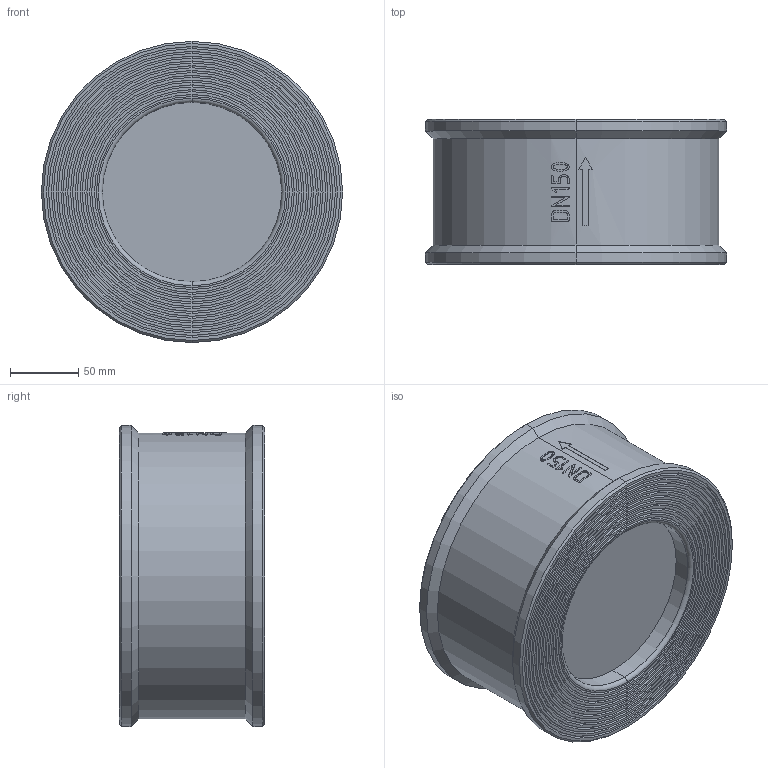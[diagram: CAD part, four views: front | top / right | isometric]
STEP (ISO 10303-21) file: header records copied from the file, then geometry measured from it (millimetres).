
FILE_DESCRIPTION (( 'STEP AP214' ), '1' );
FILE_NAME ('931 DN150.STEP', '2023-10-10T13:18:55', ( 'admin' ), ( 'Hewlett-Packard Company' ), 'SwSTEP 2.0', 'SolidWorks 2015', '' );
FILE_SCHEMA (( 'AUTOMOTIVE_DESIGN' ));
Length unit declared in the file: millimetre
Products named in the file (1): 931 DN150
Bounding box: 220 x 106 x 220 mm (x, y, z)
Volume: 3312612.6 mm3; surface area: 173477.5 mm2
Topology: 1 solids, 1 shells, 181 faces, 433 edges, 284 vertices
Faces by surface type: plane 59, bspline 53, torus 38, cylinder 23, cone 8
Entity records: 15353 total; most frequent: CARTESIAN_POINT 11420, ORIENTED_EDGE 866, DIRECTION 691, EDGE_CURVE 433, AXIS2_PLACEMENT_3D 309, VERTEX_POINT 284, EDGE_LOOP 211, ADVANCED_FACE 181
